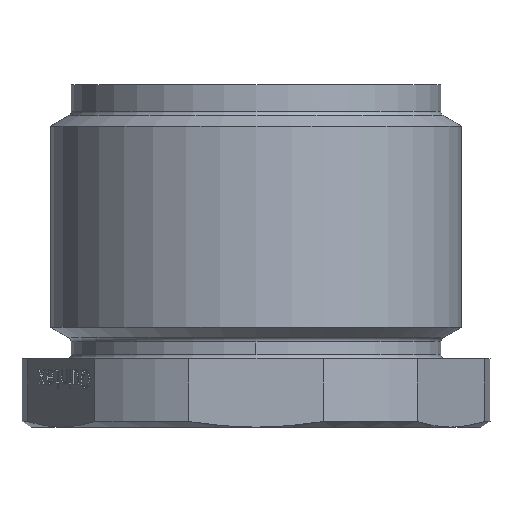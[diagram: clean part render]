
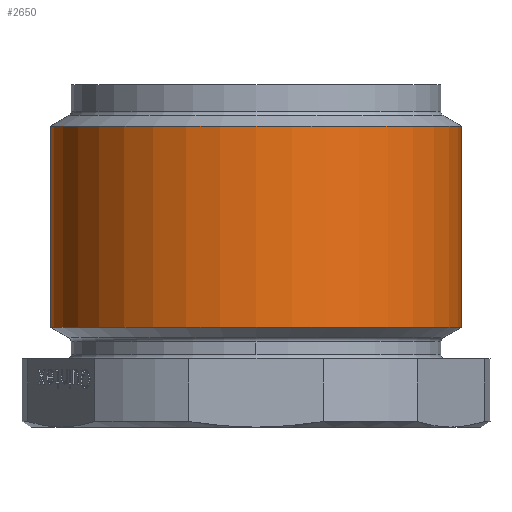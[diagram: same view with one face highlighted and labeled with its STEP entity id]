
A CAD part, front view. The second image highlights one B-rep face of the part: STEP entity #2650.
In plain terms, the highlighted cylindrical face has radius 21 mm (diameter 42 mm), a partial arc.
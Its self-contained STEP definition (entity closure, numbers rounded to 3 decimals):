
#2020=CARTESIAN_POINT('',(26.,47.,-4.217));
#2030=VERTEX_POINT('',#2020);
#2060=CARTESIAN_POINT('',(47.,47.,-4.217));
#2070=DIRECTION('',(0.,0.,1.));
#2080=DIRECTION('',(1.,0.,0.));
#2090=AXIS2_PLACEMENT_3D('',#2060,#2070,#2080);
#2100=CIRCLE('',#2090,21.);
#2110=CARTESIAN_POINT('',(68.,47.,-4.217));
#2120=VERTEX_POINT('484373-1176476623-15c55b27c6-0 442399',#2110);
#2330=CARTESIAN_POINT('',(47.,47.,0.));
#2340=DIRECTION('',(0.,0.,1.));
#2350=DIRECTION('',(1.,0.,0.));
#2360=AXIS2_PLACEMENT_3D('',#2330,#2340,#2350);
#2370=CYLINDRICAL_SURFACE('',#2360,21.);
#2380=CARTESIAN_POINT('',(26.,47.,0.));
#2390=DIRECTION('',(0.,0.,1.));
#2400=VECTOR('',#2390,1.);
#2410=LINE('',#2380,#2400);
#2420=CARTESIAN_POINT('',(26.,47.,-24.788));
#2430=VERTEX_POINT('',#2420);
#2440=EDGE_CURVE('',#2430,#2030,#2410,.T.);
#2450=ORIENTED_EDGE('',*,*,#2440,.F.);
#2460=EDGE_CURVE('484373-1176476623-15c55b27c6-0 427604',#2030,#2120,
#2100,.T.);
#2470=ORIENTED_EDGE('',*,*,#2460,.F.);
#2480=CARTESIAN_POINT('',(68.,47.,0.));
#2490=DIRECTION('',(0.,0.,1.));
#2500=VECTOR('',#2490,1.);
#2510=LINE('',#2480,#2500);
#2520=CARTESIAN_POINT('',(68.,47.,-24.788));
#2530=VERTEX_POINT('484373-1176476623-15c55b27c6-0 367625',#2520);
#2540=EDGE_CURVE('',#2530,#2120,#2510,.T.);
#2550=ORIENTED_EDGE('',*,*,#2540,.T.);
#2560=CARTESIAN_POINT('',(47.,47.,-24.788));
#2570=DIRECTION('',(0.,0.,1.));
#2580=DIRECTION('',(1.,0.,0.));
#2590=AXIS2_PLACEMENT_3D('',#2560,#2570,#2580);
#2600=CIRCLE('',#2590,21.);
#2610=EDGE_CURVE('399257-1435588983-94de80b037bf-0 59622',#2430,#2530,
#2600,.T.);
#2620=ORIENTED_EDGE('',*,*,#2610,.T.);
#2630=EDGE_LOOP('',(#2620,#2550,#2470,#2450));
#2640=FACE_OUTER_BOUND('',#2630,.T.);
#2650=ADVANCED_FACE('484373-1176476623-15c55b27c6-0 368294',(#2640),
#2370,.T.);
